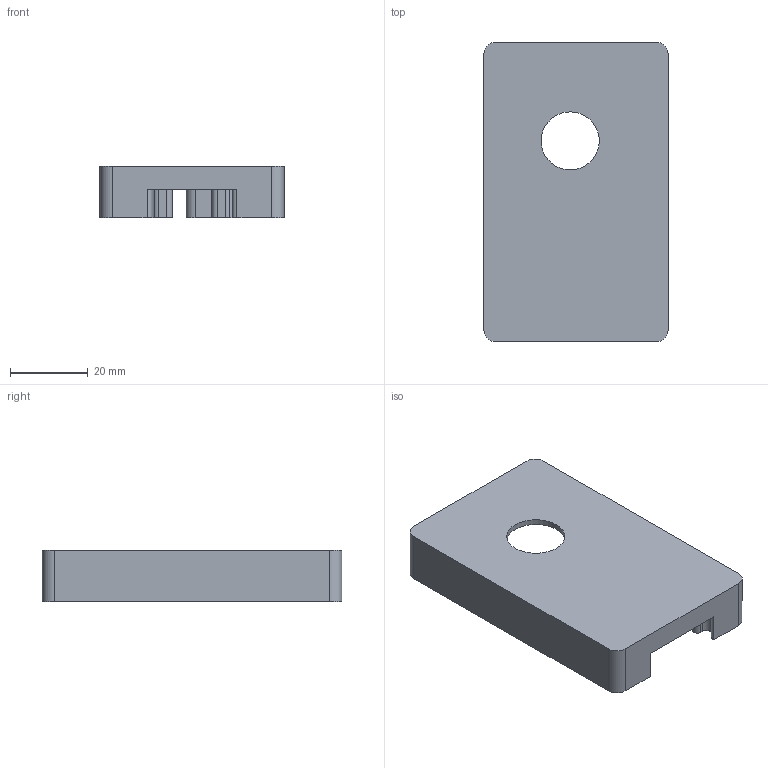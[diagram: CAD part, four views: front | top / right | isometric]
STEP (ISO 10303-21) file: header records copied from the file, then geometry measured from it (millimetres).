
FILE_DESCRIPTION(/* description */ (''),/* implementation_level */ '2;1');
FILE_NAME(/* name */ 'frontPlate.step',/* time_stamp */ '2021-08-09T12:28:47-04:00',/* author */ (''),/* organization */ (''),/* preprocessor_version */ 'ST-DEVELOPER v18.1',/* originating_system */ 'Autodesk Translation Framework v10.9.0.1377',/* authorisation */ '');
FILE_SCHEMA (('AUTOMOTIVE_DESIGN { 1 0 10303 214 3 1 1 }'));
Length unit declared in the file: millimetre
Products named in the file (1): frontPlate
Bounding box: 47.5 x 77.33 x 13.28 mm (x, y, z)
Volume: 26651.9 mm3; surface area: 12334.9 mm2
Topology: 1 solids, 1 shells, 93 faces, 258 edges, 172 vertices
Faces by surface type: cylinder 48, plane 45
Full cylindrical faces by diameter (mm): 2.05 x3, 15 x1, 20 x1
Entity records: 3041 total; most frequent: DIRECTION 542, CARTESIAN_POINT 524, ORIENTED_EDGE 516, EDGE_CURVE 258, AXIS2_PLACEMENT_3D 190, VERTEX_POINT 172, LINE 162, VECTOR 162
